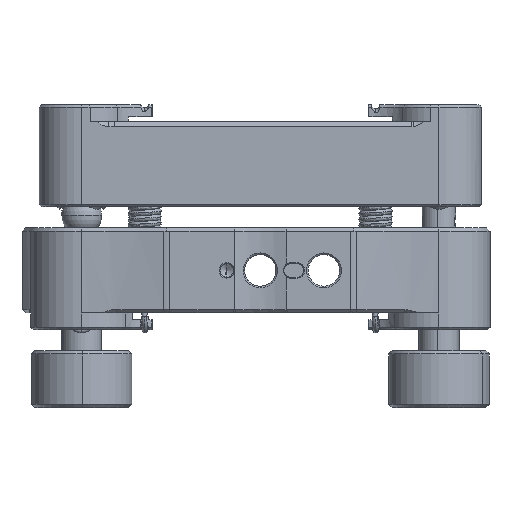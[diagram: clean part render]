
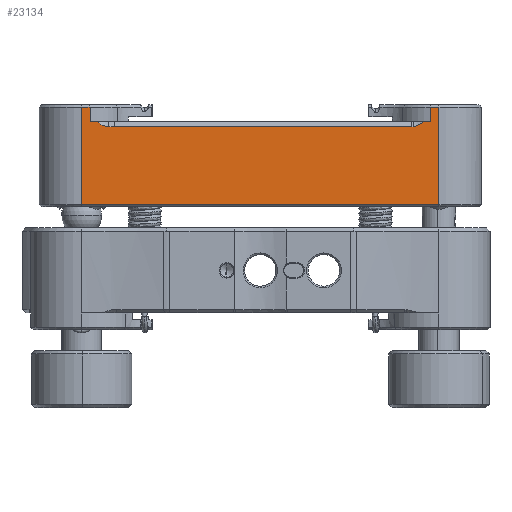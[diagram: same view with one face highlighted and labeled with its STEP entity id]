
A CAD part, front view. The second image highlights one B-rep face of the part: STEP entity #23134.
In plain terms, the highlighted planar face has unit normal (0, -1, 0).
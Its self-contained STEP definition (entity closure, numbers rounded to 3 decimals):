
#322 = CARTESIAN_POINT ( 'NONE',  ( -18.057, 7.609, 29.848 ) ) ;
#398 = B_SPLINE_CURVE_WITH_KNOTS ( 'NONE', 3,
 ( #21410, #1407, #28152, #25937, #5946, #18668, #813, #960 ),
 .UNSPECIFIED., .F., .F.,
 ( 4, 2, 2, 4 ),
 ( 0.005, 0.006, 0.006, 0.006 ),
 .UNSPECIFIED. ) ;
#419 = VERTEX_POINT ( 'NONE', #26349 ) ;
#431 = DIRECTION ( 'NONE',  ( -1., 0., 0. ) ) ;
#582 = CARTESIAN_POINT ( 'NONE',  ( -40.663, 7.609, 29.849 ) ) ;
#721 = LINE ( 'NONE', #582, #16701 ) ;
#792 = DIRECTION ( 'NONE',  ( 0., 1., 0. ) ) ;
#813 = CARTESIAN_POINT ( 'NONE',  ( -63.628, 7.609, 29.821 ) ) ;
#940 = ORIENTED_EDGE ( 'NONE', *, *, #23366, .T. ) ;
#960 = CARTESIAN_POINT ( 'NONE',  ( -63.478, 7.609, 29.837 ) ) ;
#1086 = CARTESIAN_POINT ( 'NONE',  ( -63.478, 7.609, 29.837 ) ) ;
#1407 = CARTESIAN_POINT ( 'NONE',  ( -64.828, 7.609, 29.263 ) ) ;
#1607 = CARTESIAN_POINT ( 'NONE',  ( -66.057, 7.609, 29.079 ) ) ;
#1622 = CARTESIAN_POINT ( 'NONE',  ( -15.27, 7.609, 26.92 ) ) ;
#1747 = EDGE_CURVE ( 'NONE', #3624, #3678, #5735, .T. ) ;
#1815 = CARTESIAN_POINT ( 'NONE',  ( -63.269, 7.609, 29.848 ) ) ;
#2427 = FACE_OUTER_BOUND ( 'NONE', #10583, .T. ) ;
#2854 = DIRECTION ( 'NONE',  ( 1., 0., 0. ) ) ;
#2867 = CARTESIAN_POINT ( 'NONE',  ( -66.057, 7.609, 29.079 ) ) ;
#3135 = CARTESIAN_POINT ( 'NONE',  ( -17.405, 7.609, 29.746 ) ) ;
#3293 = CARTESIAN_POINT ( 'NONE',  ( -40.663, 7.609, 26.92 ) ) ;
#3624 = VERTEX_POINT ( 'NONE', #26010 ) ;
#3678 = VERTEX_POINT ( 'NONE', #1622 ) ;
#4282 = LINE ( 'NONE', #26460, #25631 ) ;
#4303 = CARTESIAN_POINT ( 'NONE',  ( -63.356, 7.609, 29.844 ) ) ;
#4530 = EDGE_CURVE ( 'NONE', #7856, #7967, #7402, .T. ) ;
#5351 = CARTESIAN_POINT ( 'NONE',  ( -17.893, 7.609, 29.848 ) ) ;
#5496 = DIRECTION ( 'NONE',  ( -1., 0., 0. ) ) ;
#5735 = LINE ( 'NONE', #12438, #12662 ) ;
#5926 = CARTESIAN_POINT ( 'NONE',  ( -63.478, 7.609, 29.837 ) ) ;
#5946 = CARTESIAN_POINT ( 'NONE',  ( -64.055, 7.609, 29.696 ) ) ;
#6019 = DIRECTION ( 'NONE',  ( 0., 0., -1. ) ) ;
#6045 = B_SPLINE_CURVE_WITH_KNOTS ( 'NONE', 3,
 ( #27536, #5351, #7526, #3135, #12044, #20951, #18939, #16725 ),
 .UNSPECIFIED., .F., .F.,
 ( 4, 2, 2, 4 ),
 ( 0.014, 0.015, 0.015, 0.016 ),
 .UNSPECIFIED. ) ;
#6243 = ORIENTED_EDGE ( 'NONE', *, *, #18322, .F. ) ;
#6364 = EDGE_CURVE ( 'NONE', #7856, #18312, #13225, .T. ) ;
#6482 = CARTESIAN_POINT ( 'NONE',  ( -40.663, 7.609, 26.92 ) ) ;
#6704 = CARTESIAN_POINT ( 'NONE',  ( -13.993, 7.609, 41.779 ) ) ;
#6850 = LINE ( 'NONE', #6704, #24774 ) ;
#7095 = ORIENTED_EDGE ( 'NONE', *, *, #16631, .F. ) ;
#7384 = PLANE ( 'NONE',  #22402 ) ;
#7402 = LINE ( 'NONE', #2867, #15796 ) ;
#7526 = CARTESIAN_POINT ( 'NONE',  ( -17.725, 7.609, 29.827 ) ) ;
#7543 = B_SPLINE_CURVE_WITH_KNOTS ( 'NONE', 3,
 ( #1086, #10148, #7975, #14704, #23572, #4303, #28271, #14984, #8401, #1815 ),
 .UNSPECIFIED., .F., .F.,
 ( 4, 3, 3, 4 ),
 ( 0., 0., 0., 0. ),
 .UNSPECIFIED. ) ;
#7675 = VERTEX_POINT ( 'NONE', #15883 ) ;
#7856 = VERTEX_POINT ( 'NONE', #18816 ) ;
#7967 = VERTEX_POINT ( 'NONE', #25933 ) ;
#7975 = CARTESIAN_POINT ( 'NONE',  ( -63.425, 7.609, 29.84 ) ) ;
#8069 = VERTEX_POINT ( 'NONE', #15136 ) ;
#8119 = VECTOR ( 'NONE', #5496, 1000. ) ;
#8125 = LINE ( 'NONE', #17033, #25834 ) ;
#8194 = DIRECTION ( 'NONE',  ( 1., 0., 0. ) ) ;
#8401 = CARTESIAN_POINT ( 'NONE',  ( -63.291, 7.609, 29.847 ) ) ;
#8968 = DIRECTION ( 'NONE',  ( -1., 0., 0. ) ) ;
#9090 = LINE ( 'NONE', #27037, #14349 ) ;
#10148 = CARTESIAN_POINT ( 'NONE',  ( -63.452, 7.609, 29.839 ) ) ;
#10150 = EDGE_CURVE ( 'NONE', #8069, #15771, #8125, .T. ) ;
#10583 = EDGE_LOOP ( 'NONE', ( #18948, #21211, #18279, #19685, #19921, #940, #12212, #20178, #17290, #15569, #12949, #7095, #6243, #21839 ) ) ;
#11084 = DIRECTION ( 'NONE',  ( 0., 0., -1. ) ) ;
#11106 = CARTESIAN_POINT ( 'NONE',  ( -67.333, 7.609, 26.92 ) ) ;
#12044 = CARTESIAN_POINT ( 'NONE',  ( -17.249, 7.609, 29.688 ) ) ;
#12212 = ORIENTED_EDGE ( 'NONE', *, *, #25279, .T. ) ;
#12438 = CARTESIAN_POINT ( 'NONE',  ( -15.27, 7.609, 29.079 ) ) ;
#12662 = VECTOR ( 'NONE', #6019, 1000. ) ;
#12933 = EDGE_CURVE ( 'NONE', #8069, #13705, #4282, .T. ) ;
#12949 = ORIENTED_EDGE ( 'NONE', *, *, #1747, .T. ) ;
#13225 = LINE ( 'NONE', #17911, #21673 ) ;
#13705 = VERTEX_POINT ( 'NONE', #11106 ) ;
#14349 = VECTOR ( 'NONE', #20033, 1000. ) ;
#14704 = CARTESIAN_POINT ( 'NONE',  ( -63.399, 7.609, 29.842 ) ) ;
#14984 = CARTESIAN_POINT ( 'NONE',  ( -63.313, 7.609, 29.846 ) ) ;
#15136 = CARTESIAN_POINT ( 'NONE',  ( -67.333, 7.609, 41.479 ) ) ;
#15379 = DIRECTION ( 'NONE',  ( 0., 0., -1. ) ) ;
#15569 = ORIENTED_EDGE ( 'NONE', *, *, #20282, .T. ) ;
#15771 = VERTEX_POINT ( 'NONE', #17953 ) ;
#15796 = VECTOR ( 'NONE', #20692, 1000. ) ;
#15883 = CARTESIAN_POINT ( 'NONE',  ( -63.269, 7.609, 29.848 ) ) ;
#16631 = EDGE_CURVE ( 'NONE', #419, #3678, #21801, .T. ) ;
#16701 = VECTOR ( 'NONE', #431, 1000. ) ;
#16725 = CARTESIAN_POINT ( 'NONE',  ( -16.272, 7.609, 29.079 ) ) ;
#17033 = CARTESIAN_POINT ( 'NONE',  ( -13.993, 7.609, 41.479 ) ) ;
#17252 = EDGE_CURVE ( 'NONE', #17560, #17654, #6045, .T. ) ;
#17290 = ORIENTED_EDGE ( 'NONE', *, *, #17252, .T. ) ;
#17313 = LINE ( 'NONE', #3293, #8119 ) ;
#17560 = VERTEX_POINT ( 'NONE', #322 ) ;
#17654 = VERTEX_POINT ( 'NONE', #18460 ) ;
#17911 = CARTESIAN_POINT ( 'NONE',  ( -66.057, 7.609, 29.079 ) ) ;
#17953 = CARTESIAN_POINT ( 'NONE',  ( -13.993, 7.609, 41.479 ) ) ;
#18176 = VECTOR ( 'NONE', #8194, 1000. ) ;
#18209 = CARTESIAN_POINT ( 'NONE',  ( -40.663, 7.609, 41.779 ) ) ;
#18279 = ORIENTED_EDGE ( 'NONE', *, *, #4530, .F. ) ;
#18312 = VERTEX_POINT ( 'NONE', #22035 ) ;
#18322 = EDGE_CURVE ( 'NONE', #15771, #419, #6850, .T. ) ;
#18460 = CARTESIAN_POINT ( 'NONE',  ( -16.272, 7.609, 29.079 ) ) ;
#18668 = CARTESIAN_POINT ( 'NONE',  ( -63.773, 7.609, 29.789 ) ) ;
#18705 = VECTOR ( 'NONE', #8968, 1000. ) ;
#18808 = DIRECTION ( 'NONE',  ( 1., 0., 0. ) ) ;
#18816 = CARTESIAN_POINT ( 'NONE',  ( -66.057, 7.609, 29.079 ) ) ;
#18939 = CARTESIAN_POINT ( 'NONE',  ( -16.528, 7.609, 29.286 ) ) ;
#18948 = ORIENTED_EDGE ( 'NONE', *, *, #12933, .T. ) ;
#19685 = ORIENTED_EDGE ( 'NONE', *, *, #6364, .T. ) ;
#19921 = ORIENTED_EDGE ( 'NONE', *, *, #20419, .T. ) ;
#20033 = DIRECTION ( 'NONE',  ( 1., 0., 0. ) ) ;
#20178 = ORIENTED_EDGE ( 'NONE', *, *, #25597, .F. ) ;
#20282 = EDGE_CURVE ( 'NONE', #17654, #3624, #23933, .T. ) ;
#20419 = EDGE_CURVE ( 'NONE', #18312, #23293, #398, .T. ) ;
#20692 = DIRECTION ( 'NONE',  ( 0., 0., -1. ) ) ;
#20951 = CARTESIAN_POINT ( 'NONE',  ( -16.798, 7.609, 29.474 ) ) ;
#21211 = ORIENTED_EDGE ( 'NONE', *, *, #28734, .F. ) ;
#21410 = CARTESIAN_POINT ( 'NONE',  ( -65.055, 7.609, 29.079 ) ) ;
#21673 = VECTOR ( 'NONE', #28588, 1000. ) ;
#21801 = LINE ( 'NONE', #6482, #18705 ) ;
#21839 = ORIENTED_EDGE ( 'NONE', *, *, #10150, .F. ) ;
#22035 = CARTESIAN_POINT ( 'NONE',  ( -65.055, 7.609, 29.079 ) ) ;
#22272 = VERTEX_POINT ( 'NONE', #25539 ) ;
#22402 = AXIS2_PLACEMENT_3D ( 'NONE', #18209, #792, #2854 ) ;
#23134 = ADVANCED_FACE ( 'NONE', ( #2427 ), #7384, .F. ) ;
#23293 = VERTEX_POINT ( 'NONE', #5926 ) ;
#23366 = EDGE_CURVE ( 'NONE', #23293, #7675, #7543, .T. ) ;
#23572 = CARTESIAN_POINT ( 'NONE',  ( -63.378, 7.609, 29.843 ) ) ;
#23933 = LINE ( 'NONE', #1607, #18176 ) ;
#24774 = VECTOR ( 'NONE', #11084, 1000. ) ;
#25279 = EDGE_CURVE ( 'NONE', #7675, #22272, #9090, .T. ) ;
#25539 = CARTESIAN_POINT ( 'NONE',  ( -18.891, 7.609, 29.848 ) ) ;
#25597 = EDGE_CURVE ( 'NONE', #17560, #22272, #721, .T. ) ;
#25631 = VECTOR ( 'NONE', #15379, 1000. ) ;
#25834 = VECTOR ( 'NONE', #18808, 1000. ) ;
#25933 = CARTESIAN_POINT ( 'NONE',  ( -66.057, 7.609, 26.92 ) ) ;
#25937 = CARTESIAN_POINT ( 'NONE',  ( -64.194, 7.609, 29.636 ) ) ;
#26010 = CARTESIAN_POINT ( 'NONE',  ( -15.27, 7.609, 29.079 ) ) ;
#26349 = CARTESIAN_POINT ( 'NONE',  ( -13.993, 7.609, 26.92 ) ) ;
#26460 = CARTESIAN_POINT ( 'NONE',  ( -67.333, 7.609, 41.779 ) ) ;
#27037 = CARTESIAN_POINT ( 'NONE',  ( -40.663, 7.609, 29.848 ) ) ;
#27536 = CARTESIAN_POINT ( 'NONE',  ( -18.057, 7.609, 29.848 ) ) ;
#28152 = CARTESIAN_POINT ( 'NONE',  ( -64.589, 7.609, 29.431 ) ) ;
#28271 = CARTESIAN_POINT ( 'NONE',  ( -63.334, 7.609, 29.845 ) ) ;
#28588 = DIRECTION ( 'NONE',  ( 1., 0., 0. ) ) ;
#28734 = EDGE_CURVE ( 'NONE', #7967, #13705, #17313, .T. ) ;
